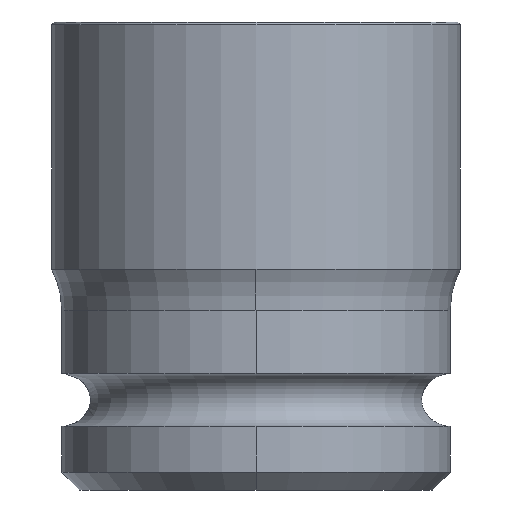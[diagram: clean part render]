
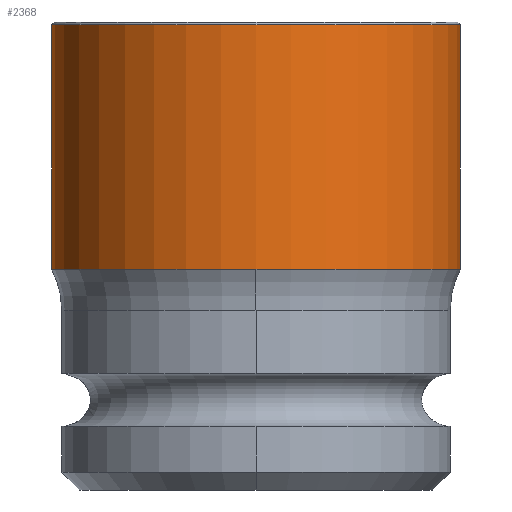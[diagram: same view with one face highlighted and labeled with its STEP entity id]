
A CAD part, left-side view. The second image highlights one B-rep face of the part: STEP entity #2368.
In plain terms, the highlighted cylindrical face has radius 23.15 mm (diameter 46.3 mm), a partial arc.
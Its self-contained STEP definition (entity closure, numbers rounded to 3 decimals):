
#345=DIRECTION('',(0.,0.,1.));
#346=VECTOR('',#345,27.7);
#347=CARTESIAN_POINT('',(0.,23.15,25.));
#348=LINE('',#347,#346);
#349=DIRECTION('',(0.,0.,1.));
#350=VECTOR('',#349,27.7);
#351=CARTESIAN_POINT('',(0.,-23.15,25.));
#352=LINE('',#351,#350);
#1039=CARTESIAN_POINT('',(0.,0.,52.7));
#1040=DIRECTION('',(0.,0.,1.));
#1041=DIRECTION('',(0.,1.,0.));
#1042=AXIS2_PLACEMENT_3D('',#1039,#1040,#1041);
#1044=CARTESIAN_POINT('',(0.,0.,25.));
#1045=DIRECTION('',(0.,0.,1.));
#1046=DIRECTION('',(-1.,0.,0.));
#1047=AXIS2_PLACEMENT_3D('',#1044,#1045,#1046);
#1049=CARTESIAN_POINT('',(0.,0.,25.));
#1050=DIRECTION('',(0.,0.,1.));
#1051=DIRECTION('',(0.,1.,0.));
#1052=AXIS2_PLACEMENT_3D('',#1049,#1050,#1051);
#1143=CARTESIAN_POINT('',(0.,23.15,25.));
#1144=CARTESIAN_POINT('',(-23.15,0.,25.));
#1145=VERTEX_POINT('',#1143);
#1146=VERTEX_POINT('',#1144);
#1151=CARTESIAN_POINT('',(0.,-23.15,25.));
#1152=VERTEX_POINT('',#1151);
#1167=CARTESIAN_POINT('',(0.,-23.15,52.7));
#1168=CARTESIAN_POINT('',(0.,23.15,52.7));
#1169=VERTEX_POINT('',#1167);
#1170=VERTEX_POINT('',#1168);
#2355=CARTESIAN_POINT('',(0.,0.,23.6));
#2356=DIRECTION('',(0.,0.,1.));
#2357=DIRECTION('',(0.,1.,0.));
#2358=AXIS2_PLACEMENT_3D('',#2355,#2356,#2357);
#2359=CYLINDRICAL_SURFACE('',#2358,23.15);
#2360=ORIENTED_EDGE('',*,*,#2349,.T.);
#2361=ORIENTED_EDGE('',*,*,#1549,.F.);
#2363=ORIENTED_EDGE('',*,*,#2362,.F.);
#2364=ORIENTED_EDGE('',*,*,#1528,.F.);
#2365=ORIENTED_EDGE('',*,*,#1546,.T.);
#2366=EDGE_LOOP('',(#2360,#2361,#2363,#2364,#2365));
#2367=FACE_OUTER_BOUND('',#2366,.F.);
#2368=ADVANCED_FACE('',(#2367),#2359,.T.);
#1043=CIRCLE('',#1042,23.15);
#1048=CIRCLE('',#1047,23.15);
#1053=CIRCLE('',#1052,23.15);
#1528=EDGE_CURVE('',#1145,#1146,#1053,.T.);
#1546=EDGE_CURVE('',#1145,#1170,#348,.T.);
#1549=EDGE_CURVE('',#1152,#1169,#352,.T.);
#2349=EDGE_CURVE('',#1170,#1169,#1043,.T.);
#2362=EDGE_CURVE('',#1146,#1152,#1048,.T.);
